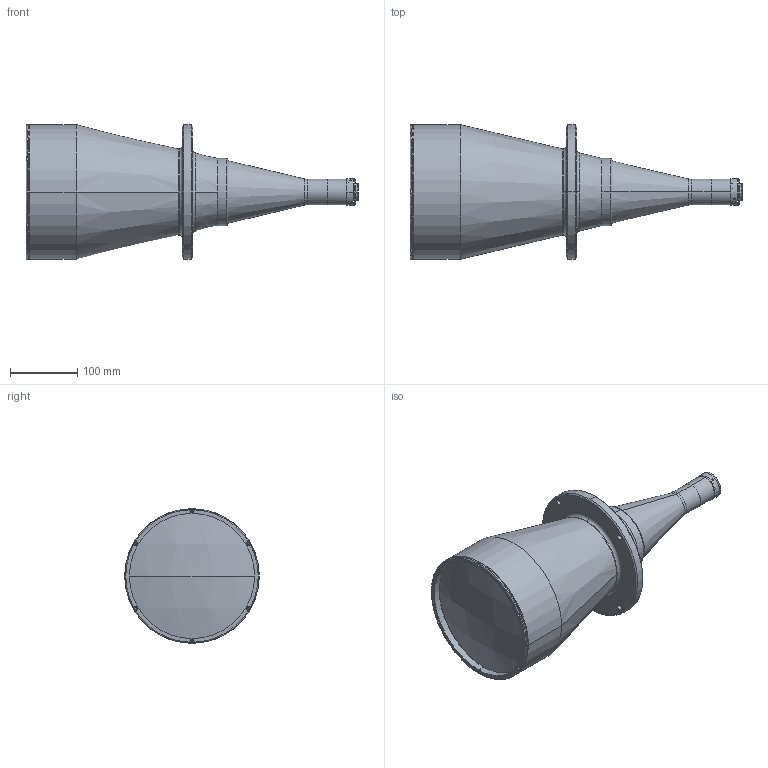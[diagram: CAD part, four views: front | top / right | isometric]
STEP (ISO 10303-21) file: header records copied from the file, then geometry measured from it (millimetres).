
FILE_DESCRIPTION (( 'STEP AP214' ), '1' );
FILE_NAME ('TC23130.STEP', '2016-10-03T10:24:00', ( '' ), ( '' ), 'SwSTEP 2.0', 'SolidWorks 2015', '' );
FILE_SCHEMA (( 'AUTOMOTIVE_DESIGN' ));
Length unit declared in the file: millimetre
Products named in the file (1): TC23130
Bounding box: 493.41 x 200 x 200 mm (x, y, z)
Surface area: 282174 mm2 (no closed solid volume)
Topology: 0 solids, 17 shells, 193 faces, 546 edges, 371 vertices
Faces by surface type: plane 72, cylinder 71, torus 30, cone 18, sphere 2
Entity records: 8852 total; most frequent: CARTESIAN_POINT 1499, DIRECTION 1182, ORIENTED_EDGE 954, EDGE_CURVE 546, AXIS2_PLACEMENT_3D 468, VERTEX_POINT 371, CIRCLE 274, LINE 246
